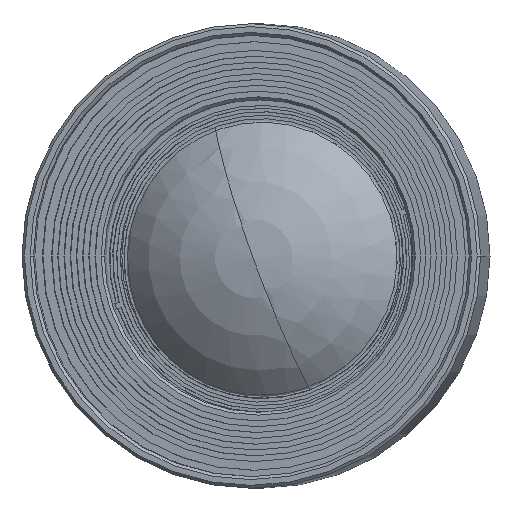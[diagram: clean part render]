
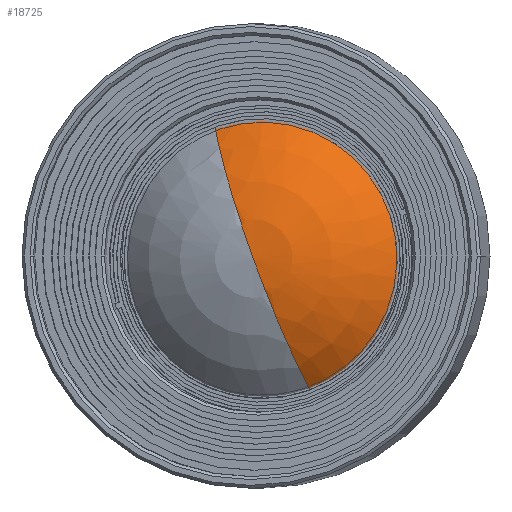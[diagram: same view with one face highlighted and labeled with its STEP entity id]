
A CAD part, left-side view. The second image highlights one B-rep face of the part: STEP entity #18725.
In plain terms, the highlighted spherical face has radius 34.471 mm.
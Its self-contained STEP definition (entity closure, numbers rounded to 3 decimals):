
#133 = VERTEX_POINT ( 'NONE', #56898 ) ;
#961 = AXIS2_PLACEMENT_3D ( 'NONE', #17207, #26756, #35374 ) ;
#1552 = CIRCLE ( 'NONE', #2553, 24.5 ) ;
#2553 = AXIS2_PLACEMENT_3D ( 'NONE', #32448, #22342, #9798 ) ;
#2588 = CARTESIAN_POINT ( 'NONE',  ( 109.573, -50.446, -26.414 ) ) ;
#3492 = CARTESIAN_POINT ( 'NONE',  ( 111., -40.2, -39.207 ) ) ;
#4947 = CARTESIAN_POINT ( 'NONE',  ( 111.684, -35.763, -41.35 ) ) ;
#6757 = CARTESIAN_POINT ( 'NONE',  ( 109.473, -51.705, -20.986 ) ) ;
#7964 = CARTESIAN_POINT ( 'NONE',  ( 109.682, -49.507, -28.721 ) ) ;
#8832 = CARTESIAN_POINT ( 'NONE',  ( 111.081, -39.667, -39.527 ) ) ;
#9798 = DIRECTION ( 'NONE',  ( 0.056, 0.34, 0.939 ) ) ;
#11238 = CARTESIAN_POINT ( 'NONE',  ( 110.768, -41.742, -38.17 ) ) ;
#11833 = CARTESIAN_POINT ( 'NONE',  ( 110.175, -45.812, -34.423 ) ) ;
#12133 = CARTESIAN_POINT ( 'NONE',  ( 109.785, -48.681, -30.38 ) ) ;
#12427 = CARTESIAN_POINT ( 'NONE',  ( 110.551, -43.206, -37.043 ) ) ;
#12889 = EDGE_LOOP ( 'NONE', ( #18410, #23919, #31124 ) ) ;
#12935 = EDGE_CURVE ( 'NONE', #133, #15166, #1552, .T. ) ;
#15166 = VERTEX_POINT ( 'NONE', #26829 ) ;
#16899 = CARTESIAN_POINT ( 'NONE',  ( 109.49, -51.308, -23.427 ) ) ;
#17207 = CARTESIAN_POINT ( 'NONE',  ( 137.383, -31.558, -18.763 ) ) ;
#17793 = DIRECTION ( 'NONE',  ( -0.987, 0.161, 0. ) ) ;
#18410 = ORIENTED_EDGE ( 'NONE', *, *, #45371, .F. ) ;
#18725 = ADVANCED_FACE ( 'NONE', ( #39847 ), #57988, .T. ) ;
#19584 = CIRCLE ( 'NONE', #52858, 34.471 ) ;
#21076 = CARTESIAN_POINT ( 'NONE',  ( 110.234, -45.401, -34.886 ) ) ;
#22342 = DIRECTION ( 'NONE',  ( 0.987, -0.161, 0. ) ) ;
#23159 = CARTESIAN_POINT ( 'NONE',  ( 111.684, -35.763, -41.35 ) ) ;
#23919 = ORIENTED_EDGE ( 'NONE', *, *, #12935, .F. ) ;
#26756 = DIRECTION ( 'NONE',  ( 0.987, -0.161, 0. ) ) ;
#26829 = CARTESIAN_POINT ( 'NONE',  ( 109.501, -51.827, -18.498 ) ) ;
#30623 = CARTESIAN_POINT ( 'NONE',  ( 110.844, -41.239, -38.527 ) ) ;
#30949 = B_SPLINE_CURVE_WITH_KNOTS ( 'NONE', 3,
 ( #47851, #43404, #6757, #16899, #52916, #2588, #39830, #56770, #7964, #12133, #38931, #34463, #52619, #11833, #21076, #53206, #12427, #11238, #30623, #3492, #8832, #36543, #44871, #4947 ),
 .UNSPECIFIED., .F., .F.,
 ( 4, 2, 2, 2, 2, 2, 2, 2, 2, 2, 2, 4 ),
 ( 0., 0.004, 0.008, 0.009, 0.011, 0.015, 0.017, 0.019, 0.022, 0.024, 0.026, 0.03 ),
 .UNSPECIFIED. ) ;
#31124 = ORIENTED_EDGE ( 'NONE', *, *, #42802, .F. ) ;
#31506 = CARTESIAN_POINT ( 'NONE',  ( 137.383, -31.558, -18.763 ) ) ;
#32448 = CARTESIAN_POINT ( 'NONE',  ( 113.451, -27.649, -18.763 ) ) ;
#34463 = CARTESIAN_POINT ( 'NONE',  ( 110.013, -46.982, -32.963 ) ) ;
#35374 = DIRECTION ( 'NONE',  ( -0.056, -0.34, -0.939 ) ) ;
#36543 = CARTESIAN_POINT ( 'NONE',  ( 111.329, -38.043, -40.419 ) ) ;
#38931 = CARTESIAN_POINT ( 'NONE',  ( 109.867, -48.05, -31.441 ) ) ;
#39830 = CARTESIAN_POINT ( 'NONE',  ( 109.597, -50.231, -27.004 ) ) ;
#39847 = FACE_OUTER_BOUND ( 'NONE', #12889, .T. ) ;
#42802 = EDGE_CURVE ( 'NONE', #50537, #133, #19584, .T. ) ;
#43404 = CARTESIAN_POINT ( 'NONE',  ( 109.479, -51.813, -19.75 ) ) ;
#44871 = CARTESIAN_POINT ( 'NONE',  ( 111.503, -36.922, -40.928 ) ) ;
#45371 = EDGE_CURVE ( 'NONE', #15166, #50537, #30949, .T. ) ;
#47851 = CARTESIAN_POINT ( 'NONE',  ( 109.501, -51.827, -18.498 ) ) ;
#50537 = VERTEX_POINT ( 'NONE', #23159 ) ;
#52619 = CARTESIAN_POINT ( 'NONE',  ( 110.065, -46.603, -33.461 ) ) ;
#52858 = AXIS2_PLACEMENT_3D ( 'NONE', #31506, #54661, #17793 ) ;
#52916 = CARTESIAN_POINT ( 'NONE',  ( 109.514, -51.019, -24.631 ) ) ;
#53206 = CARTESIAN_POINT ( 'NONE',  ( 110.417, -44.121, -36.223 ) ) ;
#54661 = DIRECTION ( 'NONE',  ( 0.151, 0.926, -0.345 ) ) ;
#56770 = CARTESIAN_POINT ( 'NONE',  ( 109.651, -49.762, -28.156 ) ) ;
#56898 = CARTESIAN_POINT ( 'NONE',  ( 114.812, -19.315, 4.235 ) ) ;
#57988 = SPHERICAL_SURFACE ( 'NONE', #961, 34.471 ) ;
